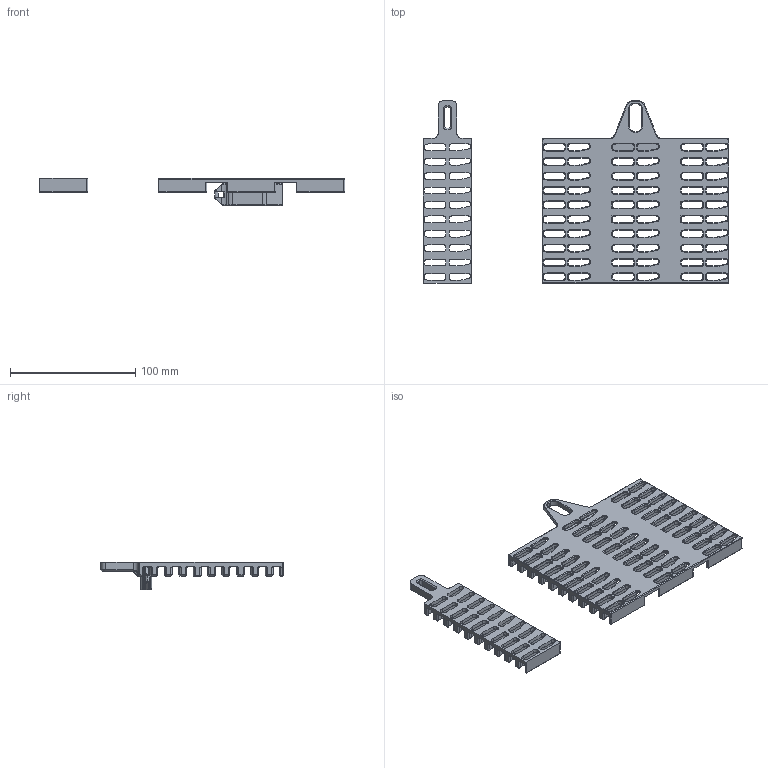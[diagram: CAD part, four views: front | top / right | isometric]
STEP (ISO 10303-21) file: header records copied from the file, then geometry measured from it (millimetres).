
FILE_DESCRIPTION(/* description */ (''),/* implementation_level */ '2;1');
FILE_NAME(/* name */ 'Dual-Chamber Whistle - BakedBean3D.step',/* time_stamp */ '2025-12-06T23:53:08-06:00',/* author */ (''),/* organization */ (''),/* preprocessor_version */ 'ST-DEVELOPER v20.1',/* originating_system */ 'Autodesk Translation Framework v14.21.0.0',/* authorisation */ '');
FILE_SCHEMA (('AUTOMOTIVE_DESIGN { 1 0 10303 214 3 1 1 }'));
Products named in the file (5): Blow Off; Dual Chamber Whistle; Whistle Holder; Whistle Holder (10); Whistle Holder (30)
Assembly tree (4 placements, depth 2):
  Blow Off
    Dual Chamber Whistle
    Whistle Holder
    Whistle Holder (10)
    Whistle Holder (30)
Bounding box: 243.85 x 145.56 x 21.6 mm (x, y, z)
Volume: 102829.1 mm3; surface area: 75812.6 mm2
Topology: 3 solids, 3 shells, 3389 faces, 8228 edges, 4588 vertices
Faces by surface type: plane 1580, cone 949, cylinder 832, bspline 28
Full cylindrical faces by diameter (mm): 1.5 x1
Entity records: 96022 total; most frequent: CARTESIAN_POINT 17404, DIRECTION 16909, ORIENTED_EDGE 16148, EDGE_CURVE 8074, AXIS2_PLACEMENT_3D 5746, LINE 5417, VECTOR 5417, VERTEX_POINT 4588
